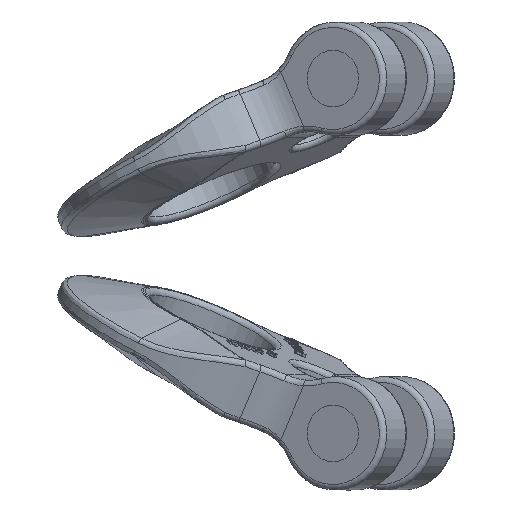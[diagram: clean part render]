
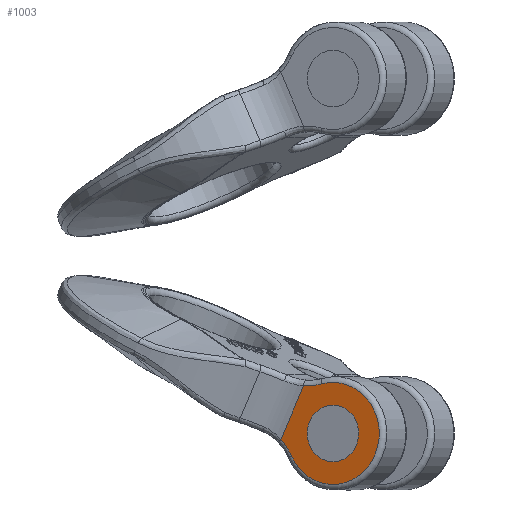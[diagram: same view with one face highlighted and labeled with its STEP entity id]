
A CAD part, left-side view. The second image highlights one B-rep face of the part: STEP entity #1003.
In plain terms, the highlighted planar face has unit normal (-0.906, 0.423, 0).
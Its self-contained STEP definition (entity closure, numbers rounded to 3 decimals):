
#1003=ADVANCED_FACE('',(#2361,#3486),#1848,.F.);
#1848=PLANE('',#18363);
#2361=FACE_OUTER_BOUND('',#3869,.T.);
#3190=CIRCLE('',#18359,11.);
#3191=CIRCLE('',#18360,9.);
#3192=CIRCLE('',#18361,11.);
#3193=CIRCLE('',#18362,5.);
#3486=FACE_BOUND('',#3870,.T.);
#3869=EDGE_LOOP('',(#7767,#7768,#7769,#7770));
#3870=EDGE_LOOP('',(#7771));
#7767=ORIENTED_EDGE('',*,*,#13991,.F.);
#7768=ORIENTED_EDGE('',*,*,#13992,.T.);
#7769=ORIENTED_EDGE('',*,*,#13993,.T.);
#7770=ORIENTED_EDGE('',*,*,#13994,.T.);
#7771=ORIENTED_EDGE('',*,*,#13995,.F.);
#12077=VERTEX_POINT('',#26542);
#12078=VERTEX_POINT('',#26543);
#12079=VERTEX_POINT('',#26545);
#12080=VERTEX_POINT('',#26547);
#12081=VERTEX_POINT('',#26550);
#13991=EDGE_CURVE('',#12077,#12078,#3190,.T.);
#13992=EDGE_CURVE('',#12077,#12079,#3191,.T.);
#13993=EDGE_CURVE('',#12079,#12080,#3192,.T.);
#13994=EDGE_CURVE('',#12080,#12078,#16112,.T.);
#13995=EDGE_CURVE('',#12081,#12081,#3193,.T.);
#16112=LINE('',#26548,#17185);
#17185=VECTOR('',#19862,1.);
#18359=AXIS2_PLACEMENT_3D('',#26541,#19856,#19857);
#18360=AXIS2_PLACEMENT_3D('',#26544,#19858,#19859);
#18361=AXIS2_PLACEMENT_3D('',#26546,#19860,#19861);
#18362=AXIS2_PLACEMENT_3D('',#26549,#19863,#19864);
#18363=AXIS2_PLACEMENT_3D('',#26551,#19865,#19866);
#19856=DIRECTION('',(-0.906,0.423,0.));
#19857=DIRECTION('',(0.383,0.821,0.423));
#19858=DIRECTION('',(-0.906,0.423,0.));
#19859=DIRECTION('',(0.383,0.821,0.423));
#19860=DIRECTION('',(0.906,-0.423,0.));
#19861=DIRECTION('',(0.383,0.821,0.423));
#19862=DIRECTION('',(0.179,0.383,-0.906));
#19863=DIRECTION('',(-0.906,0.423,0.));
#19864=DIRECTION('',(-0.179,-0.383,0.906));
#19865=DIRECTION('',(0.906,-0.423,0.));
#19866=DIRECTION('',(0.383,0.821,0.423));
#26541=CARTESIAN_POINT('',(-79.646,-141.758,-39.978));
#26542=CARTESIAN_POINT('',(-83.831,-150.734,-35.19));
#26543=CARTESIAN_POINT('',(-82.981,-148.912,-32.317));
#26544=CARTESIAN_POINT('',(-87.255,-158.077,-31.272));
#26545=CARTESIAN_POINT('',(-86.322,-156.077,-22.547));
#26546=CARTESIAN_POINT('',(-85.182,-153.632,-11.883));
#26547=CARTESIAN_POINT('',(-84.846,-152.911,-22.854));
#26548=CARTESIAN_POINT('',(-85.7,-154.742,-18.522));
#26549=CARTESIAN_POINT('',(-87.255,-158.077,-31.272));
#26550=CARTESIAN_POINT('',(-88.148,-159.992,-26.74));
#26551=CARTESIAN_POINT('',(-85.7,-154.742,-18.522));
